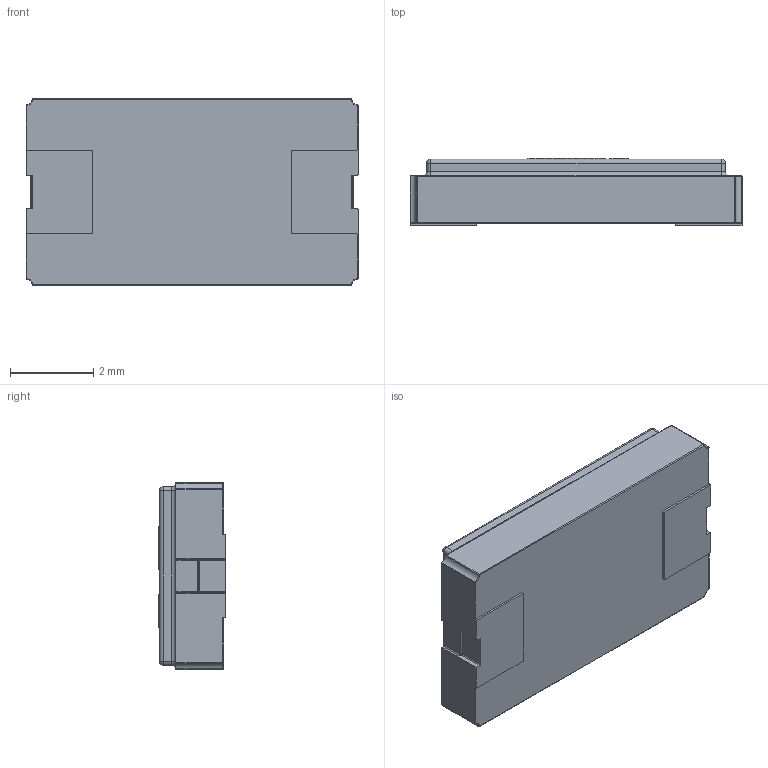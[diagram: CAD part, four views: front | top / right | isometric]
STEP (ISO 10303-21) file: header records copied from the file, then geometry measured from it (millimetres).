
FILE_DESCRIPTION (( 'STEP AP214' ), '1' );
FILE_NAME ('User Library-GeyerElectronics_KX14.STEP', '2019-10-10T17:33:41', ( '' ), ( '' ), 'SwSTEP 2.0', 'SolidWorks 2019', '' );
FILE_SCHEMA (( 'AUTOMOTIVE_DESIGN' ));
Length unit declared in the file: millimetre
Products named in the file (1): User Library-GeyerElectronics_KX14
Bounding box: 8 x 1.62 x 4.5 mm (x, y, z)
Volume: 53.8 mm3; surface area: 108.5 mm2
Topology: 1 solids, 1 shells, 229 faces, 582 edges, 342 vertices
Faces by surface type: plane 105, cylinder 61, bspline 25, sphere 22, torus 16
Entity records: 10229 total; most frequent: CARTESIAN_POINT 2389, ORIENTED_EDGE 1120, DIRECTION 1062, EDGE_CURVE 560, VECTOR 360, LINE 360, AXIS2_PLACEMENT_3D 351, VERTEX_POINT 342
